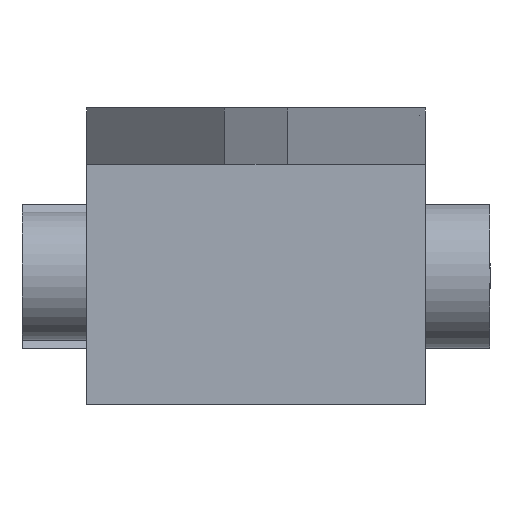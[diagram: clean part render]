
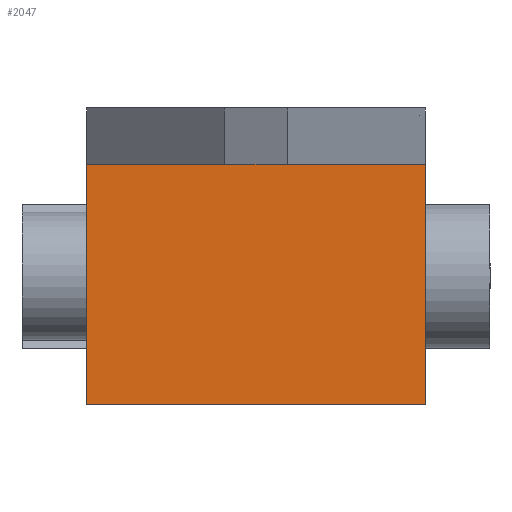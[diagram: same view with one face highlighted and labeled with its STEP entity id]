
A CAD part, left-side view. The second image highlights one B-rep face of the part: STEP entity #2047.
In plain terms, the highlighted face is planar.
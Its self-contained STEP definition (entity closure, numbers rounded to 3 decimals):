
#463 = LINE ( 'NONE', #1167, #916 ) ;
#477 = DIRECTION ( 'NONE',  ( 1., 0., 0. ) ) ;
#597 = FACE_OUTER_BOUND ( 'NONE', #1032, .T. ) ;
#638 = VERTEX_POINT ( 'NONE', #678 ) ;
#678 = CARTESIAN_POINT ( 'NONE',  ( 10.6, 0., 15. ) ) ;
#734 = VECTOR ( 'NONE', #957, 1000. ) ;
#781 = EDGE_CURVE ( 'NONE', #1143, #638, #463, .T. ) ;
#822 = DIRECTION ( 'NONE',  ( 1., 0., 0. ) ) ;
#894 = CARTESIAN_POINT ( 'NONE',  ( 10.6, 0., 0. ) ) ;
#916 = VECTOR ( 'NONE', #822, 1000. ) ;
#957 = DIRECTION ( 'NONE',  ( 0., 0., -1. ) ) ;
#1001 = EDGE_CURVE ( 'NONE', #1143, #1512, #2209, .T. ) ;
#1032 = EDGE_LOOP ( 'NONE', ( #1619, #2130, #2173, #1828 ) ) ;
#1143 = VERTEX_POINT ( 'NONE', #2056 ) ;
#1167 = CARTESIAN_POINT ( 'NONE',  ( 6.177, 0., 15. ) ) ;
#1241 = VECTOR ( 'NONE', #477, 1000. ) ;
#1309 = DIRECTION ( 'NONE',  ( 1., 0., 0. ) ) ;
#1328 = PLANE ( 'NONE',  #1360 ) ;
#1360 = AXIS2_PLACEMENT_3D ( 'NONE', #2043, #1854, #1309 ) ;
#1512 = VERTEX_POINT ( 'NONE', #2016 ) ;
#1570 = EDGE_CURVE ( 'NONE', #638, #1803, #1668, .T. ) ;
#1619 = ORIENTED_EDGE ( 'NONE', *, *, #1570, .F. ) ;
#1631 = DIRECTION ( 'NONE',  ( 0., 0., -1. ) ) ;
#1668 = LINE ( 'NONE', #2000, #2239 ) ;
#1803 = VERTEX_POINT ( 'NONE', #894 ) ;
#1828 = ORIENTED_EDGE ( 'NONE', *, *, #2073, .T. ) ;
#1840 = CARTESIAN_POINT ( 'NONE',  ( 6.177, 0., 0. ) ) ;
#1854 = DIRECTION ( 'NONE',  ( 0., -1., 0. ) ) ;
#1858 = CARTESIAN_POINT ( 'NONE',  ( -10.6, 0., 0. ) ) ;
#1865 = LINE ( 'NONE', #1840, #1241 ) ;
#2000 = CARTESIAN_POINT ( 'NONE',  ( 10.6, 0., 0. ) ) ;
#2016 = CARTESIAN_POINT ( 'NONE',  ( -10.6, 0., 0. ) ) ;
#2043 = CARTESIAN_POINT ( 'NONE',  ( 0., 0., 0. ) ) ;
#2047 = ADVANCED_FACE ( 'NONE', ( #597 ), #1328, .T. ) ;
#2056 = CARTESIAN_POINT ( 'NONE',  ( -10.6, 0., 15. ) ) ;
#2073 = EDGE_CURVE ( 'NONE', #1512, #1803, #1865, .T. ) ;
#2130 = ORIENTED_EDGE ( 'NONE', *, *, #781, .F. ) ;
#2173 = ORIENTED_EDGE ( 'NONE', *, *, #1001, .T. ) ;
#2209 = LINE ( 'NONE', #1858, #734 ) ;
#2239 = VECTOR ( 'NONE', #1631, 1000. ) ;
